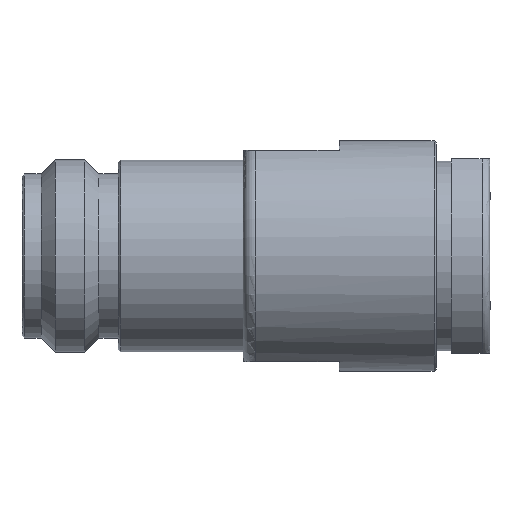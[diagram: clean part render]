
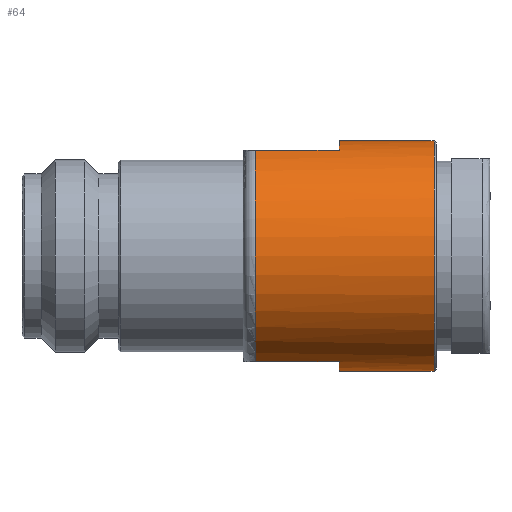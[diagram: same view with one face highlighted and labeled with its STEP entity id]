
A CAD part, front view. The second image highlights one B-rep face of the part: STEP entity #64.
In plain terms, the highlighted cylindrical face has radius 9.5 mm (diameter 19 mm), a full revolution.
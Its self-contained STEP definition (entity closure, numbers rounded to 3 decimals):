
#64 = ADVANCED_FACE ( 'NONE', ( #1579, #1581 ), #1593, .T. ) ;
#237 = DIRECTION ( 'NONE',  ( 0., 0., 1. ) ) ;
#239 = DIRECTION ( 'NONE',  ( 1., 0., 0. ) ) ;
#240 = CARTESIAN_POINT ( 'NONE',  ( 17.427, -3.816, 8.7 ) ) ;
#243 = DIRECTION ( 'NONE',  ( -1., 0., 0. ) ) ;
#244 = CARTESIAN_POINT ( 'NONE',  ( 16.975, 0., 0. ) ) ;
#246 = DIRECTION ( 'NONE',  ( -1., 0., 0. ) ) ;
#247 = CARTESIAN_POINT ( 'NONE',  ( 17.427, 3.816, 8.7 ) ) ;
#278 = CARTESIAN_POINT ( 'NONE',  ( 10.08, 0., 0. ) ) ;
#279 = DIRECTION ( 'NONE',  ( 0., 0., 1. ) ) ;
#280 = DIRECTION ( 'NONE',  ( -1., 0., 0. ) ) ;
#283 = DIRECTION ( 'NONE',  ( 0., 0., 1. ) ) ;
#284 = DIRECTION ( 'NONE',  ( -1., 0., 0. ) ) ;
#285 = CARTESIAN_POINT ( 'NONE',  ( 10.08, 0., 0. ) ) ;
#333 = CARTESIAN_POINT ( 'NONE',  ( 24.775, 0., 9.5 ) ) ;
#454 = DIRECTION ( 'NONE',  ( -1., 0., 0. ) ) ;
#462 = DIRECTION ( 'NONE',  ( 0., 0., 1. ) ) ;
#464 = CARTESIAN_POINT ( 'NONE',  ( 24.775, 0., 0. ) ) ;
#532 = VECTOR ( 'NONE', #246, 1000. ) ;
#544 = AXIS2_PLACEMENT_3D ( 'NONE', #244, #243, #237 ) ;
#546 = CIRCLE ( 'NONE', #544, 9.5 ) ;
#547 = VECTOR ( 'NONE', #239, 1000. ) ;
#596 = VERTEX_POINT ( 'NONE', #333 ) ;
#618 = LINE ( 'NONE', #240, #547 ) ;
#619 = LINE ( 'NONE', #247, #532 ) ;
#620 = LINE ( 'NONE', #1259, #2153 ) ;
#621 = LINE ( 'NONE', #1260, #2151 ) ;
#730 = DIRECTION ( 'NONE',  ( 0., 0., 1. ) ) ;
#737 = DIRECTION ( 'NONE',  ( -1., 0., 0. ) ) ;
#738 = CARTESIAN_POINT ( 'NONE',  ( 24.775, 0., 0. ) ) ;
#1256 = DIRECTION ( 'NONE',  ( 1., 0., 0. ) ) ;
#1258 = DIRECTION ( 'NONE',  ( -1., 0., 0. ) ) ;
#1259 = CARTESIAN_POINT ( 'NONE',  ( 17.427, 3.816, -8.7 ) ) ;
#1260 = CARTESIAN_POINT ( 'NONE',  ( 17.427, -3.816, -8.7 ) ) ;
#1261 = CARTESIAN_POINT ( 'NONE',  ( 16.975, 0., 0. ) ) ;
#1262 = DIRECTION ( 'NONE',  ( -1., 0., 0. ) ) ;
#1373 = CARTESIAN_POINT ( 'NONE',  ( 16.975, -3.816, 8.7 ) ) ;
#1433 = CARTESIAN_POINT ( 'NONE',  ( 10.08, -3.816, 8.7 ) ) ;
#1434 = CARTESIAN_POINT ( 'NONE',  ( 16.975, 3.816, 8.7 ) ) ;
#1453 = CARTESIAN_POINT ( 'NONE',  ( 16.975, -3.816, -8.7 ) ) ;
#1464 = CARTESIAN_POINT ( 'NONE',  ( 16.975, 3.816, -8.7 ) ) ;
#1466 = CARTESIAN_POINT ( 'NONE',  ( 10.08, -3.816, -8.7 ) ) ;
#1471 = CARTESIAN_POINT ( 'NONE',  ( 10.08, 3.816, 8.7 ) ) ;
#1472 = CARTESIAN_POINT ( 'NONE',  ( 10.08, 3.816, -8.7 ) ) ;
#1525 = DIRECTION ( 'NONE',  ( 0., 0., 1. ) ) ;
#1543 = ORIENTED_EDGE ( 'NONE', *, *, #2299, .F. ) ;
#1553 = ORIENTED_EDGE ( 'NONE', *, *, #2294, .F. ) ;
#1554 = ORIENTED_EDGE ( 'NONE', *, *, #2300, .F. ) ;
#1555 = ORIENTED_EDGE ( 'NONE', *, *, #2302, .F. ) ;
#1579 = FACE_OUTER_BOUND ( 'NONE', #1605, .T. ) ;
#1581 = FACE_OUTER_BOUND ( 'NONE', #1607, .T. ) ;
#1593 = CYLINDRICAL_SURFACE ( 'NONE', #2253, 9.5 ) ;
#1594 = ORIENTED_EDGE ( 'NONE', *, *, #2296, .F. ) ;
#1598 = ORIENTED_EDGE ( 'NONE', *, *, #2293, .F. ) ;
#1601 = ORIENTED_EDGE ( 'NONE', *, *, #2292, .F. ) ;
#1605 = EDGE_LOOP ( 'NONE', ( #1837 ) ) ;
#1607 = EDGE_LOOP ( 'NONE', ( #1543, #1555, #1554, #1825, #1598, #1601, #1553, #1594 ) ) ;
#1648 = VERTEX_POINT ( 'NONE', #1373 ) ;
#1706 = VERTEX_POINT ( 'NONE', #1472 ) ;
#1707 = VERTEX_POINT ( 'NONE', #1471 ) ;
#1723 = VERTEX_POINT ( 'NONE', #1466 ) ;
#1727 = VERTEX_POINT ( 'NONE', #1464 ) ;
#1786 = VERTEX_POINT ( 'NONE', #1453 ) ;
#1825 = ORIENTED_EDGE ( 'NONE', *, *, #2297, .F. ) ;
#1837 = ORIENTED_EDGE ( 'NONE', *, *, #2305, .T. ) ;
#1925 = VERTEX_POINT ( 'NONE', #1434 ) ;
#1926 = VERTEX_POINT ( 'NONE', #1433 ) ;
#2099 = AXIS2_PLACEMENT_3D ( 'NONE', #1261, #1262, #1525 ) ;
#2102 = CIRCLE ( 'NONE', #2099, 9.5 ) ;
#2150 = CIRCLE ( 'NONE', #2174, 9.5 ) ;
#2151 = VECTOR ( 'NONE', #1258, 1000. ) ;
#2152 = AXIS2_PLACEMENT_3D ( 'NONE', #464, #454, #462 ) ;
#2153 = VECTOR ( 'NONE', #1256, 1000. ) ;
#2155 = CIRCLE ( 'NONE', #2152, 9.5 ) ;
#2158 = AXIS2_PLACEMENT_3D ( 'NONE', #285, #284, #283 ) ;
#2159 = CIRCLE ( 'NONE', #2158, 9.5 ) ;
#2174 = AXIS2_PLACEMENT_3D ( 'NONE', #278, #280, #279 ) ;
#2253 = AXIS2_PLACEMENT_3D ( 'NONE', #738, #737, #730 ) ;
#2292 = EDGE_CURVE ( 'NONE', #1727, #1786, #2102, .T. ) ;
#2293 = EDGE_CURVE ( 'NONE', #1786, #1723, #621, .T. ) ;
#2294 = EDGE_CURVE ( 'NONE', #1706, #1727, #620, .T. ) ;
#2296 = EDGE_CURVE ( 'NONE', #1707, #1706, #2159, .T. ) ;
#2297 = EDGE_CURVE ( 'NONE', #1723, #1926, #2150, .T. ) ;
#2299 = EDGE_CURVE ( 'NONE', #1925, #1707, #619, .T. ) ;
#2300 = EDGE_CURVE ( 'NONE', #1926, #1648, #618, .T. ) ;
#2302 = EDGE_CURVE ( 'NONE', #1648, #1925, #546, .T. ) ;
#2305 = EDGE_CURVE ( 'NONE', #596, #596, #2155, .T. ) ;
